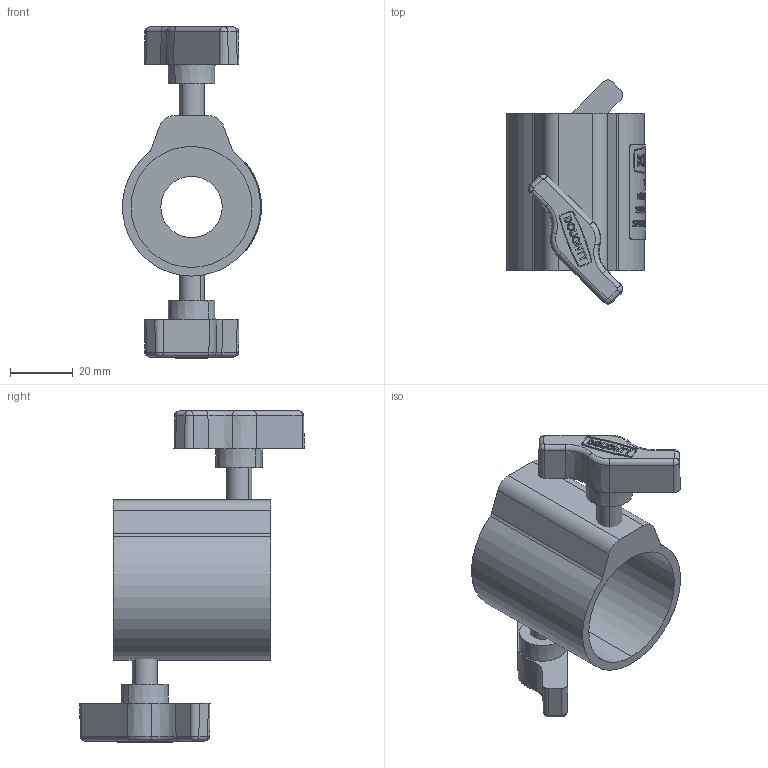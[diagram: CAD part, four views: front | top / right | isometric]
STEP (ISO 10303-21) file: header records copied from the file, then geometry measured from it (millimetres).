
FILE_DESCRIPTION (( 'STEP AP203' ), '1' );
FILE_NAME ('T50901.STEP', '2018-07-31T14:50:20', ( '' ), ( '' ), 'SwSTEP 2.0', 'SolidWorks 2016', '' );
FILE_SCHEMA (( 'CONFIG_CONTROL_DESIGN' ));
Length unit declared in the file: millimetre
Products named in the file (4): TH2038_TH4144; T50600 LABEL_T50901 LABEL; T50901; Doughty Knob_S0130
Assembly tree (4 placements, depth 2):
  T50901
    TH2038_TH4144
    Doughty Knob_S0130  x2
    T50600 LABEL_T50901 LABEL
Bounding box: 44.15 x 71.46 x 105.6 mm (x, y, z)
Volume: 57905 mm3; surface area: 23276.1 mm2
Topology: 4 solids, 4 shells, 1017 faces, 2704 edges, 1792 vertices
Faces by surface type: plane 464, bspline 340, cylinder 173, cone 24, torus 16
Entity records: 62934 total; most frequent: CARTESIAN_POINT 42930, ORIENTED_EDGE 4774, DIRECTION 2867, EDGE_CURVE 2387, VERTEX_POINT 1586, B_SPLINE_CURVE_WITH_KNOTS 1120, AXIS2_PLACEMENT_3D 1042, EDGE_LOOP 981
